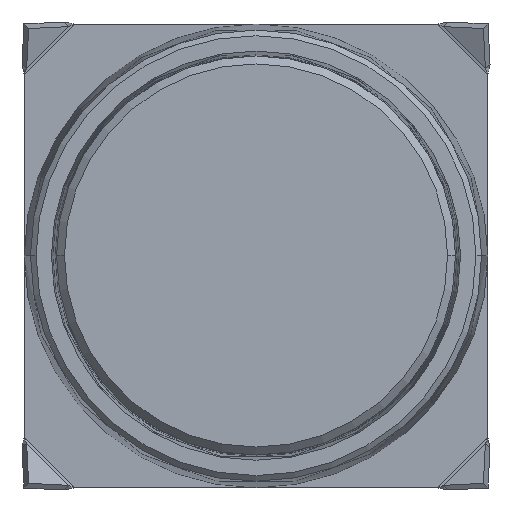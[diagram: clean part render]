
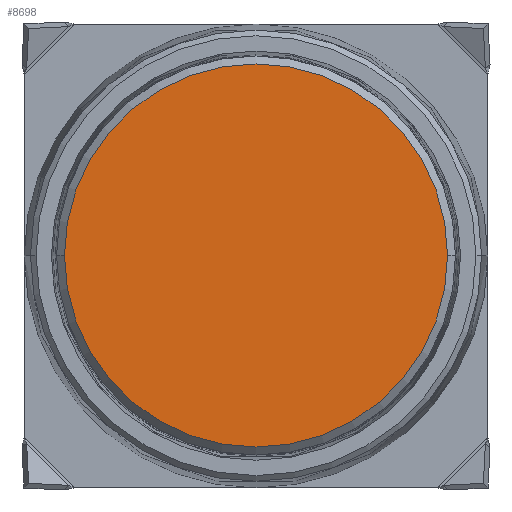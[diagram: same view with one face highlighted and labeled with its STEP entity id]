
A CAD part, top view. The second image highlights one B-rep face of the part: STEP entity #8698.
In plain terms, the highlighted planar face has unit normal (0, 0, 1).
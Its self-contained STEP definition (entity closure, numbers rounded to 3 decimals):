
#211 = CIRCLE ( 'NONE', #8415, 7.396 ) ;
#1842 = CARTESIAN_POINT ( 'NONE',  ( 7.396, 0., 0. ) ) ;
#1977 = CARTESIAN_POINT ( 'NONE',  ( -7.485, -7.485, 0. ) ) ;
#2118 = DIRECTION ( 'NONE',  ( -1., 0., 0. ) ) ;
#3651 = CARTESIAN_POINT ( 'NONE',  ( 0., 0., 0. ) ) ;
#4068 = CIRCLE ( 'NONE', #12258, 7.396 ) ;
#4318 = CARTESIAN_POINT ( 'NONE',  ( 0., 0., 0. ) ) ;
#4514 = EDGE_CURVE ( 'NONE', #10837, #12545, #4068, .T. ) ;
#5660 = ORIENTED_EDGE ( 'NONE', *, *, #7547, .T. ) ;
#6460 = DIRECTION ( 'NONE',  ( 0., 0., 1. ) ) ;
#7547 = EDGE_CURVE ( 'NONE', #12545, #10837, #211, .T. ) ;
#7568 = FACE_OUTER_BOUND ( 'NONE', #7989, .T. ) ;
#7989 = EDGE_LOOP ( 'NONE', ( #13672, #5660 ) ) ;
#8086 = CARTESIAN_POINT ( 'NONE',  ( -7.396, 0., 0. ) ) ;
#8143 = DIRECTION ( 'NONE',  ( 0., 0., 1. ) ) ;
#8415 = AXIS2_PLACEMENT_3D ( 'NONE', #4318, #12166, #2118 ) ;
#8698 = ADVANCED_FACE ( 'NONE', ( #7568 ), #12025, .T. ) ;
#10837 = VERTEX_POINT ( 'NONE', #8086 ) ;
#10928 = DIRECTION ( 'NONE',  ( 1., 0., 0. ) ) ;
#11187 = AXIS2_PLACEMENT_3D ( 'NONE', #1977, #6460, #10928 ) ;
#12025 = PLANE ( 'NONE',  #11187 ) ;
#12166 = DIRECTION ( 'NONE',  ( 0., 0., 1. ) ) ;
#12258 = AXIS2_PLACEMENT_3D ( 'NONE', #3651, #8143, #12599 ) ;
#12545 = VERTEX_POINT ( 'NONE', #1842 ) ;
#12599 = DIRECTION ( 'NONE',  ( -1., 0., 0. ) ) ;
#13672 = ORIENTED_EDGE ( 'NONE', *, *, #4514, .T. ) ;
